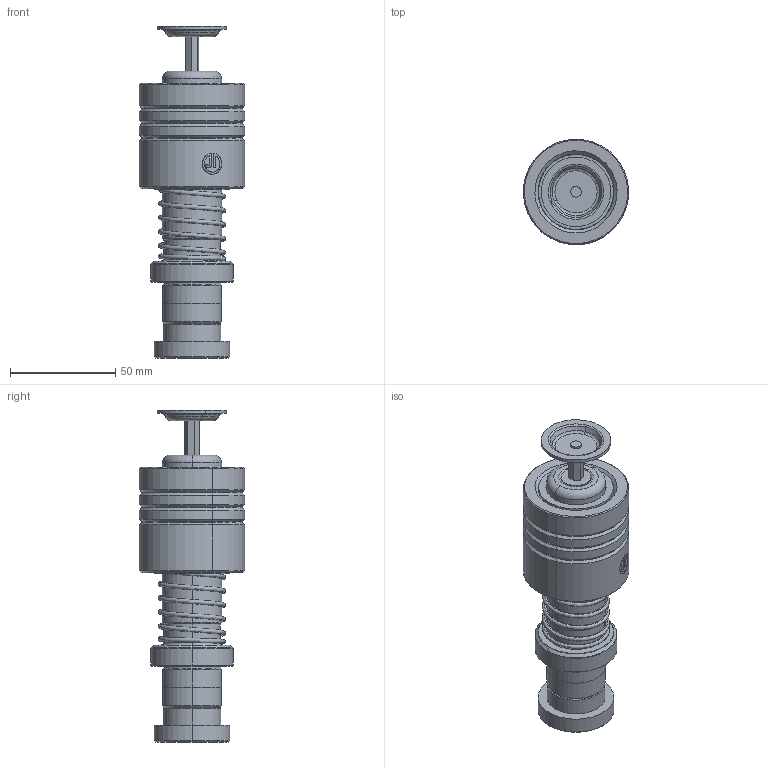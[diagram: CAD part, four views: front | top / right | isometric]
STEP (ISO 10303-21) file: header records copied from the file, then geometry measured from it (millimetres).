
FILE_DESCRIPTION (( 'STEP AP214' ), '1' );
FILE_NAME ('HMSH(HMJH)-D28-L100(BL-50).STEP', '2024-10-09T08:46:17', ( '111' ), ( '21222' ), 'SwSTEP 2.0', 'SolidWorks 2020', '' );
FILE_SCHEMA (( 'AUTOMOTIVE_DESIGN' ));
Length unit declared in the file: millimetre
Products named in the file (12): TBSH-35.5-28.5-L60; TBSH-D35.5-28.5-L60郪蚾; HMSH(HMJH)-D28-L100(BL-50); DRPM-D28-L100; GTM-M12蹟簽; DRPM蹟簽D28; BALL-D4; GTM-33郪蚾; GTM-33; HWP-D31.3-d28.5-L40; GTM-3-縐种; TBB-D50-d36-L60
Assembly tree (208 placements, depth 3):
  HMSH(HMJH)-D28-L100(BL-50)
    DRPM-D28-L100
    DRPM蹟簽D28
    TBB-D50-d36-L60
    TBSH-D35.5-28.5-L60郪蚾
      TBSH-35.5-28.5-L60
      BALL-D4  x198
    HWP-D31.3-d28.5-L40
    GTM-33郪蚾
      GTM-33
      GTM-3-縐种
      GTM-M12蹟簽
Bounding box: 49.94 x 49.94 x 157.47 mm (x, y, z)
Volume: 148224.9 mm3; surface area: 72267.5 mm2
Topology: 206 solids, 206 shells, 1025 faces, 4172 edges, 2770 vertices
Faces by surface type: sphere 803, cylinder 68, plane 48, cone 46, torus 36, bspline 24
Entity records: 45728 total; most frequent: CARTESIAN_POINT 28086, ORIENTED_EDGE 3500, DIRECTION 3129, EDGE_CURVE 1750, AXIS2_PLACEMENT_3D 1471, VERTEX_POINT 1144, EDGE_LOOP 1044, B_SPLINE_CURVE_WITH_KNOTS 892
